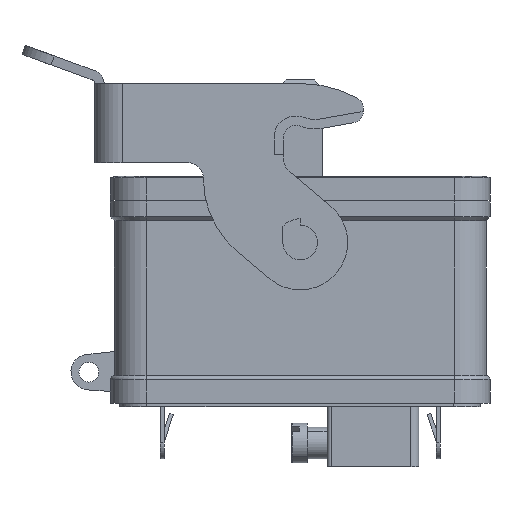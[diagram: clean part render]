
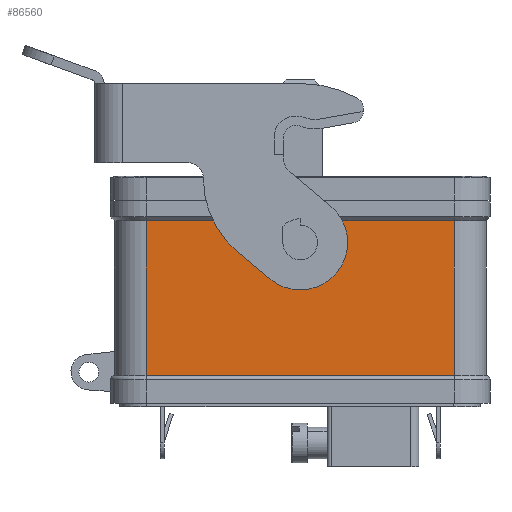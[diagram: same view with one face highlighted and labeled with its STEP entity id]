
A CAD part, front view. The second image highlights one B-rep face of the part: STEP entity #86560.
In plain terms, the highlighted planar face has unit normal (0, -1, 0).
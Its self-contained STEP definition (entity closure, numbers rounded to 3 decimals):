
#40600=CARTESIAN_POINT('',(-3.5,-14.,24.8));
#40610=VERTEX_POINT('',#40600);
#40780=CARTESIAN_POINT('',(-19.5,-14.,24.8));
#40790=VERTEX_POINT('',#40780);
#40820=CARTESIAN_POINT('',(-11.25,-14.,24.8));
#40830=DIRECTION('',(1.,0.,0.));
#40840=VECTOR('',#40830,1.);
#40850=LINE('',#40820,#40840);
#40860=EDGE_CURVE('',#40790,#40610,#40850,.T.);
#47400=CARTESIAN_POINT('',(-19.5,-14.,47.9));
#47410=DIRECTION('',(0.,0.,-1.));
#47420=VECTOR('',#47410,1.);
#47430=LINE('',#47400,#47420);
#47440=CARTESIAN_POINT('',(-19.5,-14.,44.4));
#47450=VERTEX_POINT('',#47440);
#47460=EDGE_CURVE('',#47450,#40790,#47430,.T.);
#52070=CARTESIAN_POINT('',(0.,-14.,44.4));
#52080=DIRECTION('',(1.,0.,0.));
#52090=VECTOR('',#52080,1.);
#52100=LINE('',#52070,#52090);
#52110=CARTESIAN_POINT('',(19.5,-14.,44.4));
#52120=VERTEX_POINT('',#52110);
#52130=EDGE_CURVE('',#47450,#52120,#52100,.T.);
#63210=CARTESIAN_POINT('',(19.5,-14.,24.8));
#63220=VERTEX_POINT('',#63210);
#63390=CARTESIAN_POINT('',(3.5,-14.,24.8));
#63400=VERTEX_POINT('',#63390);
#63430=CARTESIAN_POINT('',(11.25,-14.,24.8));
#63440=DIRECTION('',(1.,0.,0.));
#63450=VECTOR('',#63440,1.);
#63460=LINE('',#63430,#63450);
#63470=EDGE_CURVE('',#63400,#63220,#63460,.T.);
#71300=CARTESIAN_POINT('',(3.5,-14.,27.55));
#71310=VERTEX_POINT('',#71300);
#71340=CARTESIAN_POINT('',(3.5,-14.,26.175));
#71350=DIRECTION('',(0.,0.,1.));
#71360=VECTOR('',#71350,1.);
#71370=LINE('',#71340,#71360);
#71380=EDGE_CURVE('',#63400,#71310,#71370,.T.);
#78610=CARTESIAN_POINT('',(-3.5,-14.,27.55));
#78620=VERTEX_POINT('',#78610);
#78670=CARTESIAN_POINT('',(-3.5,-14.,26.175));
#78680=DIRECTION('',(0.,0.,-1.));
#78690=VECTOR('',#78680,1.);
#78700=LINE('',#78670,#78690);
#78710=EDGE_CURVE('',#78620,#40610,#78700,.T.);
#82900=CARTESIAN_POINT('',(19.5,-14.,46.));
#82910=DIRECTION('',(0.,0.,1.));
#82920=VECTOR('',#82910,1.);
#82930=LINE('',#82900,#82920);
#82940=EDGE_CURVE('',#63220,#52120,#82930,.T.);
#86350=CARTESIAN_POINT('',(23.,-14.,22.3));
#86360=DIRECTION('',(0.,-1.,0.));
#86370=DIRECTION('',(1.,0.,0.));
#86380=AXIS2_PLACEMENT_3D('',#86350,#86360,#86370);
#86390=PLANE('',#86380);
#86400=ORIENTED_EDGE('',*,*,#82940,.T.);
#86410=ORIENTED_EDGE('',*,*,#63470,.T.);
#86420=ORIENTED_EDGE('',*,*,#71380,.F.);
#86430=CARTESIAN_POINT('',(0.,-14.,27.55));
#86440=DIRECTION('',(0.,-1.,0.));
#86450=DIRECTION('',(-1.,0.,0.));
#86460=AXIS2_PLACEMENT_3D('',#86430,#86440,#86450);
#86470=CIRCLE('',#86460,3.5);
#86480=EDGE_CURVE('',#71310,#78620,#86470,.T.);
#86490=ORIENTED_EDGE('',*,*,#86480,.F.);
#86500=ORIENTED_EDGE('',*,*,#78710,.F.);
#86510=ORIENTED_EDGE('',*,*,#40860,.T.);
#86520=ORIENTED_EDGE('',*,*,#47460,.T.);
#86530=ORIENTED_EDGE('',*,*,#52130,.F.);
#86540=EDGE_LOOP('',(#86530,#86520,#86510,#86500,#86490,#86420,#86410,
#86400));
#86550=FACE_OUTER_BOUND('',#86540,.T.);
#86560=ADVANCED_FACE('',(#86550),#86390,.T.);
